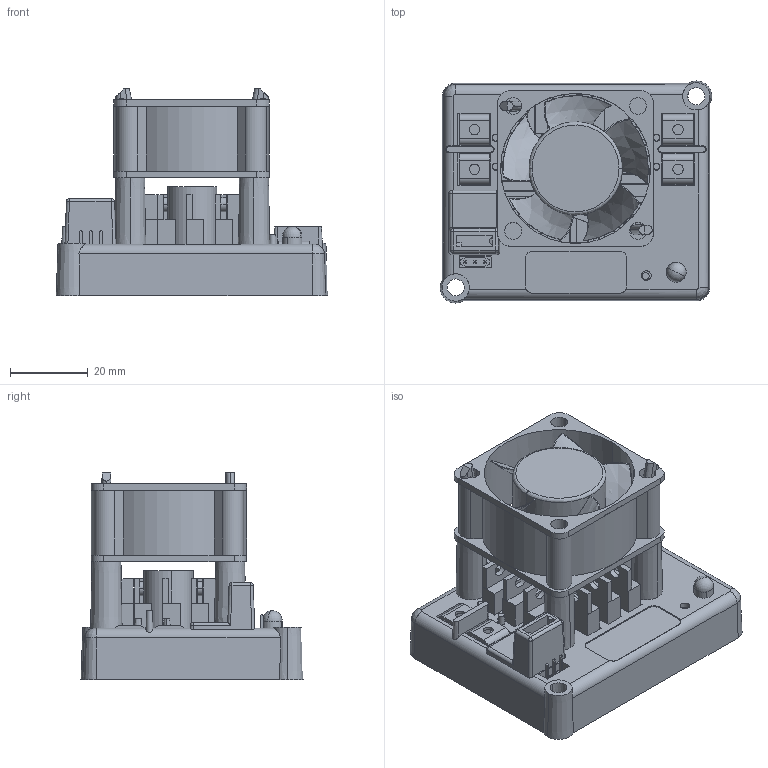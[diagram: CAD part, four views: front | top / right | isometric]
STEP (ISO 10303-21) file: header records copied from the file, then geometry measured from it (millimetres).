
FILE_DESCRIPTION (( 'STEP AP203' ), '1' );
FILE_NAME ('217-2769.20130125.STEP', '2013-01-25T21:17:01', ( 'svradm' ), ( 'Microsoft' ), 'SwSTEP 2.0', 'SolidWorks 2012', '' );
FILE_SCHEMA (( 'CONFIG_CONTROL_DESIGN' ));
Length unit declared in the file: millimetre
Products named in the file (1): 217-2769.20130125
Bounding box: 69.65 x 56.95 x 53.11 mm (x, y, z)
Surface area: 43456.8 mm2 (no closed solid volume)
Topology: 0 solids, 34 shells, 480 faces, 1711 edges, 1212 vertices
Faces by surface type: plane 295, cylinder 110, cone 51, bspline 22, torus 2
Entity records: 19848 total; most frequent: CARTESIAN_POINT 5722, ORIENTED_EDGE 2765, DIRECTION 2723, EDGE_CURVE 1693, VERTEX_POINT 1210, LINE 1127, VECTOR 1127, AXIS2_PLACEMENT_3D 798
